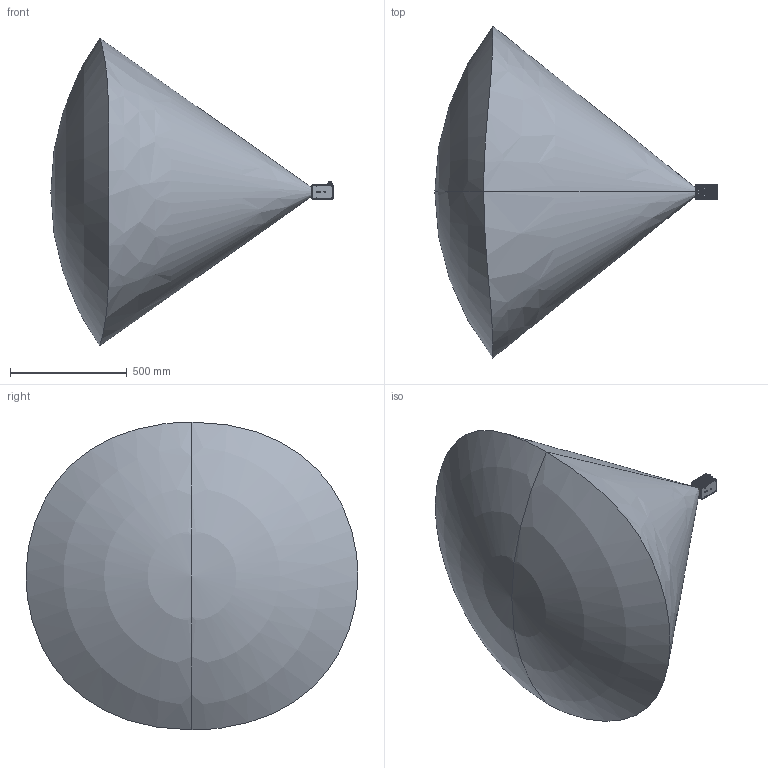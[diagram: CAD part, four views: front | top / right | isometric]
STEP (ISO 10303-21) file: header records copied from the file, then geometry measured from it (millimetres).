
FILE_DESCRIPTION((''),'2;1');
FILE_NAME('LIVOX_AVIA_ASM','2020-10-09T',('vincent.lai'),(''),'CREO PARAMETRIC BY PTC INC, 2015200','CREO PARAMETRIC BY PTC INC, 2015200','');
FILE_SCHEMA(('CONFIG_CONTROL_DESIGN'));
Products named in the file (3): LIVOX_AVIA; LIVOX_AVIA_FOV; LIVOX_AVIA_ASM
Assembly tree (2 placements, depth 2):
  LIVOX_AVIA_ASM
    LIVOX_AVIA
    LIVOX_AVIA_FOV
Bounding box: 1207.63 x 1420.17 x 1316.94 mm (x, y, z)
Volume: 638119646.4 mm3; surface area: 4225681.7 mm2
Topology: 3 solids, 32 shells, 1570 faces, 4159 edges, 2711 vertices
Faces by surface type: plane 701, cylinder 454, cone 284, torus 85, bspline 32, extrusion 12, sphere 2
Entity records: 53786 total; most frequent: CARTESIAN_POINT 13543, DIRECTION 8570, ORIENTED_EDGE 8216, EDGE_CURVE 4108, AXIS2_PLACEMENT_3D 3207, VERTEX_POINT 2709, VECTOR 2156, LINE 2144
